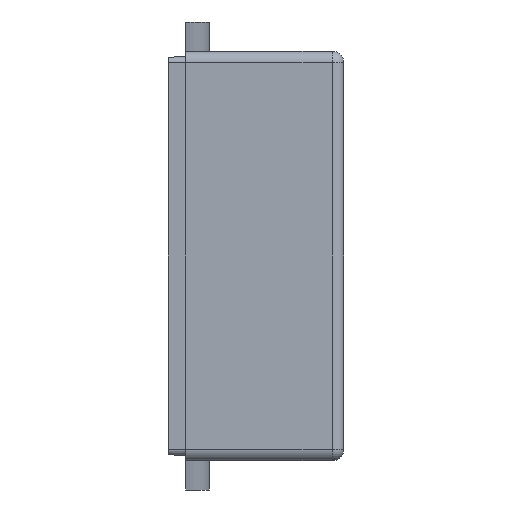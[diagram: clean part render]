
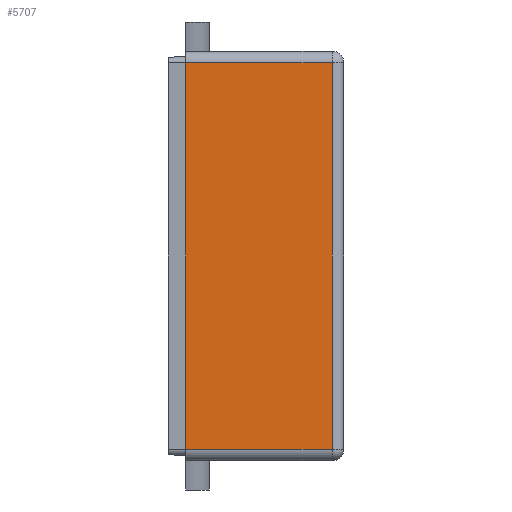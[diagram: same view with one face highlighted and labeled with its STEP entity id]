
A CAD part, left-side view. The second image highlights one B-rep face of the part: STEP entity #5707.
In plain terms, the highlighted planar face has unit normal (-1, 0, 0).
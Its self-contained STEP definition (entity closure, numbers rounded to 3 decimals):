
#5 = FACE_OUTER_BOUND ( 'NONE', #602, .T. ) ;
#7 = VERTEX_POINT ( 'NONE', #1576 ) ;
#391 = DIRECTION ( 'NONE',  ( 0., 0., 1. ) ) ;
#545 = ORIENTED_EDGE ( 'NONE', *, *, #2818, .T. ) ;
#602 = EDGE_LOOP ( 'NONE', ( #2195, #545, #5514, #1472 ) ) ;
#642 = VECTOR ( 'NONE', #391, 1000. ) ;
#644 = EDGE_CURVE ( 'NONE', #2471, #2983, #2167, .T. ) ;
#799 = LINE ( 'NONE', #5876, #4388 ) ;
#978 = EDGE_CURVE ( 'NONE', #4929, #2471, #2646, .T. ) ;
#1052 = CARTESIAN_POINT ( 'NONE',  ( -55., 30., -33. ) ) ;
#1217 = CARTESIAN_POINT ( 'NONE',  ( -55., 27., 33. ) ) ;
#1472 = ORIENTED_EDGE ( 'NONE', *, *, #644, .T. ) ;
#1576 = CARTESIAN_POINT ( 'NONE',  ( -55., 27., -33. ) ) ;
#1772 = PLANE ( 'NONE',  #2258 ) ;
#1943 = CARTESIAN_POINT ( 'NONE',  ( -55., 2., 33. ) ) ;
#2167 = LINE ( 'NONE', #4470, #4594 ) ;
#2195 = ORIENTED_EDGE ( 'NONE', *, *, #5883, .F. ) ;
#2231 = DIRECTION ( 'NONE',  ( 0., 1., 0. ) ) ;
#2254 = DIRECTION ( 'NONE',  ( 1., 0., 0. ) ) ;
#2258 = AXIS2_PLACEMENT_3D ( 'NONE', #4971, #2254, #2738 ) ;
#2362 = LINE ( 'NONE', #1052, #5878 ) ;
#2471 = VERTEX_POINT ( 'NONE', #1943 ) ;
#2536 = CARTESIAN_POINT ( 'NONE',  ( -55., 2., -33. ) ) ;
#2646 = LINE ( 'NONE', #5023, #642 ) ;
#2738 = DIRECTION ( 'NONE',  ( 0., 0., -1. ) ) ;
#2818 = EDGE_CURVE ( 'NONE', #7, #4929, #2362, .T. ) ;
#2983 = VERTEX_POINT ( 'NONE', #1217 ) ;
#4388 = VECTOR ( 'NONE', #4591, 1000. ) ;
#4470 = CARTESIAN_POINT ( 'NONE',  ( -55., 30., 33. ) ) ;
#4591 = DIRECTION ( 'NONE',  ( 0., 0., 1. ) ) ;
#4594 = VECTOR ( 'NONE', #2231, 1000. ) ;
#4929 = VERTEX_POINT ( 'NONE', #2536 ) ;
#4971 = CARTESIAN_POINT ( 'NONE',  ( -55., 30., -35. ) ) ;
#5023 = CARTESIAN_POINT ( 'NONE',  ( -55., 2., -35. ) ) ;
#5514 = ORIENTED_EDGE ( 'NONE', *, *, #978, .T. ) ;
#5591 = DIRECTION ( 'NONE',  ( 0., -1., 0. ) ) ;
#5707 = ADVANCED_FACE ( 'NONE', ( #5 ), #1772, .F. ) ;
#5876 = CARTESIAN_POINT ( 'NONE',  ( -55., 27., -35. ) ) ;
#5878 = VECTOR ( 'NONE', #5591, 1000. ) ;
#5883 = EDGE_CURVE ( 'NONE', #7, #2983, #799, .T. ) ;
